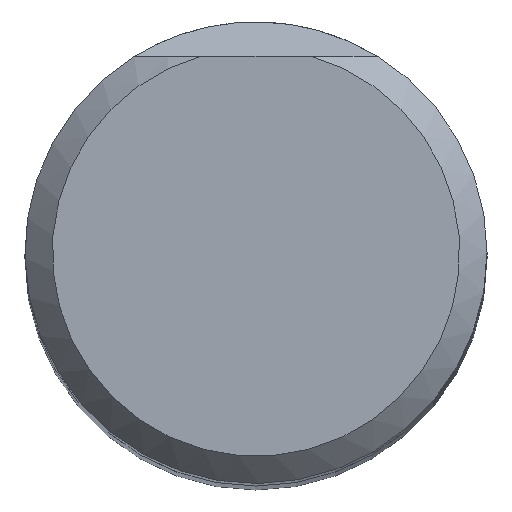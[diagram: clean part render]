
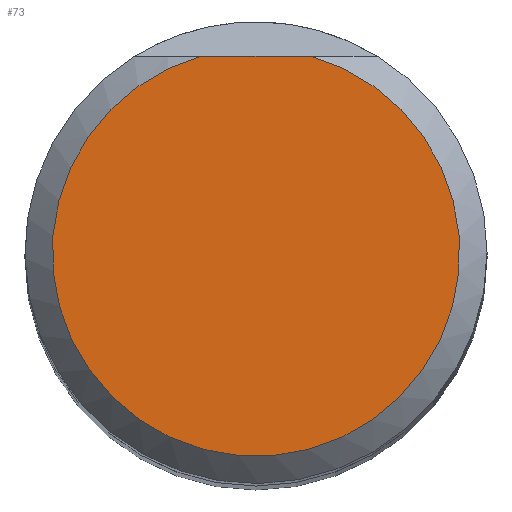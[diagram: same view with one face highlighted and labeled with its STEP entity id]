
A CAD part, top view. The second image highlights one B-rep face of the part: STEP entity #73.
In plain terms, the highlighted planar face has unit normal (0, 0, 1).
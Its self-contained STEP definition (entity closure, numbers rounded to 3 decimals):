
#73=ADVANCED_FACE('',(#100),#91,.F.);
#91=PLANE('',#301);
#100=FACE_OUTER_BOUND('',#110,.T.);
#110=EDGE_LOOP('',(#148,#149));
#137=CIRCLE('',#300,11.2);
#148=ORIENTED_EDGE('',*,*,#215,.F.);
#149=ORIENTED_EDGE('',*,*,#216,.T.);
#196=VERTEX_POINT('',#436);
#197=VERTEX_POINT('',#437);
#215=EDGE_CURVE('',#196,#197,#239,.T.);
#216=EDGE_CURVE('',#196,#197,#137,.T.);
#239=LINE('',#435,#247);
#247=VECTOR('',#340,1.);
#300=AXIS2_PLACEMENT_3D('',#438,#341,#342);
#301=AXIS2_PLACEMENT_3D('',#439,#343,#344);
#340=DIRECTION('',(1.,0.,0.));
#341=DIRECTION('',(0.,0.,1.));
#342=DIRECTION('',(-1.,0.,0.));
#343=DIRECTION('',(0.,0.,-1.));
#344=DIRECTION('',(-1.,0.,0.));
#435=CARTESIAN_POINT('',(0.,10.795,0.));
#436=CARTESIAN_POINT('',(-2.985,10.795,0.));
#437=CARTESIAN_POINT('',(2.985,10.795,0.));
#438=CARTESIAN_POINT('',(0.,0.,0.));
#439=CARTESIAN_POINT('',(0.,12.7,0.));
